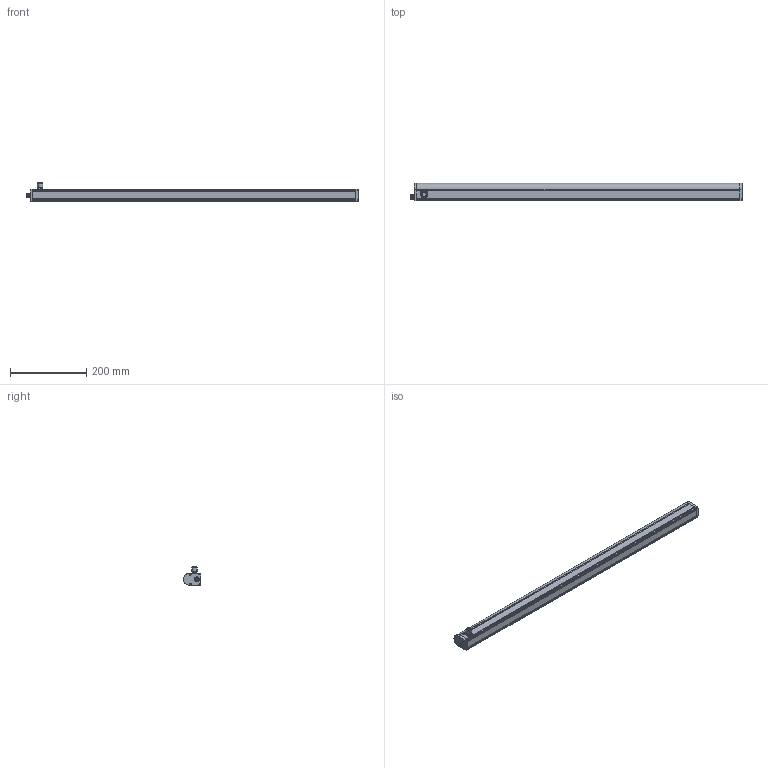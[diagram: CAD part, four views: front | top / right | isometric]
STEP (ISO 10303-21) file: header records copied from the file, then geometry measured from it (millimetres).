
FILE_DESCRIPTION((''),'2;1');
FILE_NAME('236797_SM01_ASM','2024-06-04T09:07:28',('banengservice'),('BANNER ENGINEERING'),'CREO PARAMETRIC BY PTC INC, 2022414','CREO PARAMETRIC BY PTC INC, 2022414','');
FILE_SCHEMA(('CONFIG_CONTROL_DESIGN'));
Products named in the file (2): 236797_EP01; 236797_SM01_ASM
Assembly tree (1 placements, depth 2):
  236797_SM01_ASM
    236797_EP01
Bounding box: 873 x 46 x 49.12 mm (x, y, z)
Volume: 1166073.9 mm3; surface area: 135130.5 mm2
Topology: 3 solids, 4 shells, 648 faces, 1681 edges, 1073 vertices
Faces by surface type: plane 271, cylinder 162, bspline 111, cone 46, torus 38, sphere 16, extrusion 4
Entity records: 38825 total; most frequent: CARTESIAN_POINT 23443, ORIENTED_EDGE 3346, DIRECTION 2918, EDGE_CURVE 1673, VERTEX_POINT 1073, AXIS2_PLACEMENT_3D 982, VECTOR 954, LINE 950
